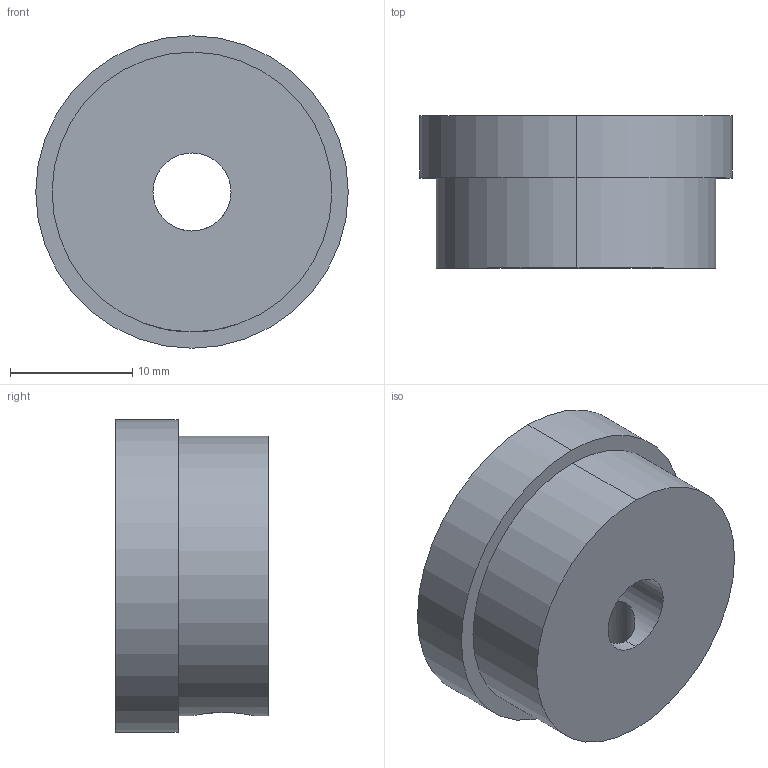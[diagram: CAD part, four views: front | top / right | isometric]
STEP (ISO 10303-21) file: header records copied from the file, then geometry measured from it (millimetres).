
FILE_DESCRIPTION (( 'STEP AP214' ), '1' );
FILE_NAME ('G16B_Step.STEP', '2020-07-30T17:58:50', ( '' ), ( '' ), 'SwSTEP 2.0', 'SolidWorks 2017', '' );
FILE_SCHEMA (( 'AUTOMOTIVE_DESIGN' ));
Length unit declared in the file: inch
Products named in the file (3): 3300S001_Aluminum Hub; G16B_Step; P16B_Rotor
Assembly tree (2 placements, depth 2):
  G16B_Step
    P16B_Rotor
    3300S001_Aluminum Hub
Bounding box: 25.53 x 12.45 x 25.53 mm (x, y, z)
Volume: 5052.8 mm3; surface area: 3100.4 mm2
Topology: 2 solids, 2 shells, 17 faces, 42 edges, 28 vertices
Faces by surface type: cylinder 12, plane 5
Entity records: 762 total; most frequent: CARTESIAN_POINT 218, DIRECTION 98, ORIENTED_EDGE 84, EDGE_CURVE 42, AXIS2_PLACEMENT_3D 42, VERTEX_POINT 28, EDGE_LOOP 22, CIRCLE 20
